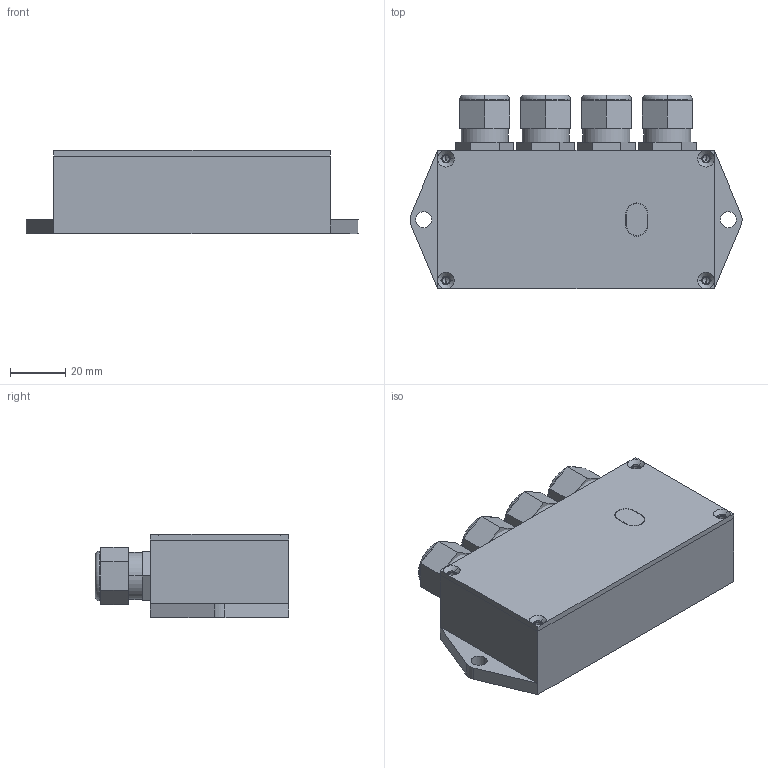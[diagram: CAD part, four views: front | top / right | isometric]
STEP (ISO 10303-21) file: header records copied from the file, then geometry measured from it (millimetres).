
FILE_DESCRIPTION((''),'2;1');
FILE_NAME('010710.1.stp','2011-05-26T16:24:07',(''),(''),'Mechanical Desktop 2009','Mechanical Desktop 2009',', , ');
FILE_SCHEMA(('CONFIG_CONTROL_DESIGN'));
Length unit declared in the file: millimetre
Products named in the file (15): E0107101; E0107107A; E0107107; E0107102A; E0107102; KABELVERSCHRAUBUNG_M16X1.5; TEIL1; TEIL3; TEIL2; Kabelverschraubung_M16x1.5|AVE_RENDER; Kabelverschraubung_M16x1.5|AVE_GLOBAL; Kabelverschraubung_M16x1.5|RM_SDB; L9901081A; L9901081; RM_SDB
Assembly tree (27 placements, depth 3):
  E0107101
    E0107107A
      E0107107
    E0107102A
      E0107102
    KABELVERSCHRAUBUNG_M16X1.5  x4
      TEIL1
      TEIL3
      TEIL2
      Kabelverschraubung_M16x1.5|AVE_RENDER
      Kabelverschraubung_M16x1.5|AVE_GLOBAL
      Kabelverschraubung_M16x1.5|RM_SDB
    L9901081A
      L9901081
    RM_SDB  x2
Bounding box: 119.97 x 70 x 30 mm (x, y, z)
Volume: 77840.8 mm3; surface area: 58560.3 mm2
Topology: 15 solids, 15 shells, 411 faces, 980 edges, 613 vertices
Faces by surface type: plane 189, cylinder 154, cone 52, torus 16
Entity records: 7561 total; most frequent: CARTESIAN_POINT 1346, DIRECTION 1340, ORIENTED_EDGE 1162, EDGE_CURVE 581, AXIS2_PLACEMENT_3D 496, VERTEX_POINT 367, VECTOR 348, LINE 348
